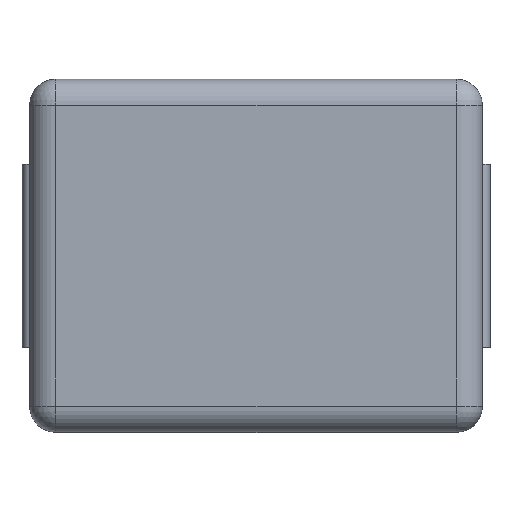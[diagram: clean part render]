
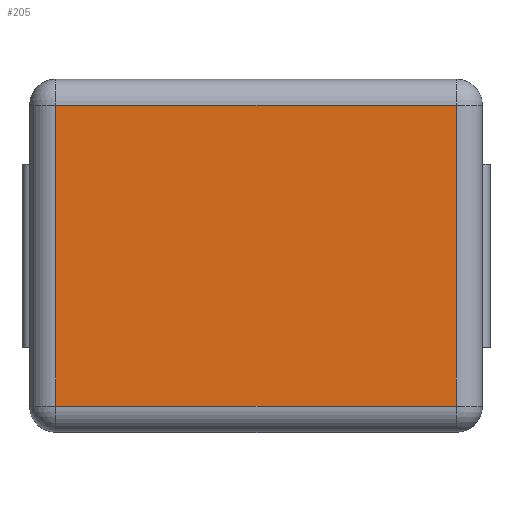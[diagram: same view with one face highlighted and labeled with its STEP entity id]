
A CAD part, top view. The second image highlights one B-rep face of the part: STEP entity #205.
In plain terms, the highlighted planar face has unit normal (0, 0, 1).
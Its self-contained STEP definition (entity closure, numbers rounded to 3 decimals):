
#5 = DIRECTION ( 'NONE',  ( 0., 0., -1. ) ) ;
#83 = CARTESIAN_POINT ( 'NONE',  ( 1.532, -1.15, 2.4 ) ) ;
#91 = PLANE ( 'NONE',  #320 ) ;
#156 = ORIENTED_EDGE ( 'NONE', *, *, #777, .F. ) ;
#177 = DIRECTION ( 'NONE',  ( 0., -1., 0. ) ) ;
#186 = LINE ( 'NONE', #524, #212 ) ;
#205 = ADVANCED_FACE ( 'NONE', ( #287 ), #91, .F. ) ;
#209 = CARTESIAN_POINT ( 'NONE',  ( -1.532, 1.35, 2.4 ) ) ;
#212 = VECTOR ( 'NONE', #406, 1000. ) ;
#234 = CARTESIAN_POINT ( 'NONE',  ( 1.532, -1.15, 2.4 ) ) ;
#264 = VERTEX_POINT ( 'NONE', #83 ) ;
#287 = FACE_OUTER_BOUND ( 'NONE', #902, .T. ) ;
#318 = LINE ( 'NONE', #1223, #1216 ) ;
#320 = AXIS2_PLACEMENT_3D ( 'NONE', #209, #5, #715 ) ;
#406 = DIRECTION ( 'NONE',  ( 0., -1., 0. ) ) ;
#449 = CARTESIAN_POINT ( 'NONE',  ( -1.532, 1.15, 2.4 ) ) ;
#488 = EDGE_CURVE ( 'NONE', #725, #585, #186, .T. ) ;
#518 = CARTESIAN_POINT ( 'NONE',  ( 1.532, 1.35, 2.4 ) ) ;
#524 = CARTESIAN_POINT ( 'NONE',  ( -1.532, 1.35, 2.4 ) ) ;
#566 = LINE ( 'NONE', #234, #687 ) ;
#583 = VERTEX_POINT ( 'NONE', #882 ) ;
#585 = VERTEX_POINT ( 'NONE', #1170 ) ;
#597 = DIRECTION ( 'NONE',  ( -1., 0., 0. ) ) ;
#687 = VECTOR ( 'NONE', #1154, 1000. ) ;
#715 = DIRECTION ( 'NONE',  ( -1., 0., 0. ) ) ;
#725 = VERTEX_POINT ( 'NONE', #449 ) ;
#753 = EDGE_CURVE ( 'NONE', #585, #264, #566, .T. ) ;
#777 = EDGE_CURVE ( 'NONE', #583, #264, #1195, .T. ) ;
#817 = ORIENTED_EDGE ( 'NONE', *, *, #913, .T. ) ;
#882 = CARTESIAN_POINT ( 'NONE',  ( 1.532, 1.15, 2.4 ) ) ;
#902 = EDGE_LOOP ( 'NONE', ( #156, #817, #1036, #1203 ) ) ;
#911 = VECTOR ( 'NONE', #177, 1000. ) ;
#913 = EDGE_CURVE ( 'NONE', #583, #725, #318, .T. ) ;
#1036 = ORIENTED_EDGE ( 'NONE', *, *, #488, .T. ) ;
#1154 = DIRECTION ( 'NONE',  ( 1., 0., 0. ) ) ;
#1170 = CARTESIAN_POINT ( 'NONE',  ( -1.532, -1.15, 2.4 ) ) ;
#1195 = LINE ( 'NONE', #518, #911 ) ;
#1203 = ORIENTED_EDGE ( 'NONE', *, *, #753, .T. ) ;
#1216 = VECTOR ( 'NONE', #597, 1000. ) ;
#1223 = CARTESIAN_POINT ( 'NONE',  ( -1.532, 1.15, 2.4 ) ) ;
